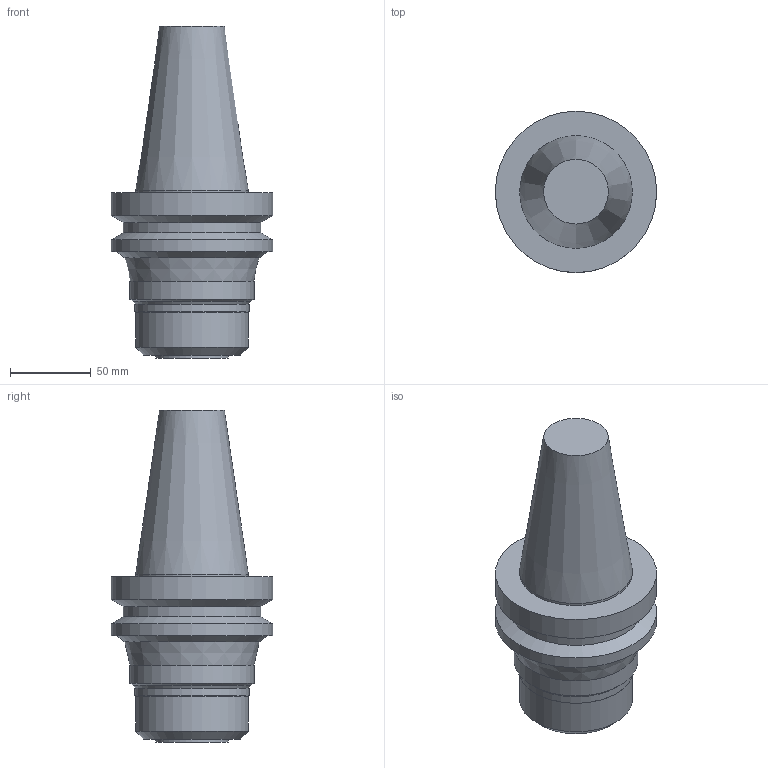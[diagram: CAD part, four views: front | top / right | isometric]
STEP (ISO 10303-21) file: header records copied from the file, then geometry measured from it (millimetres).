
FILE_DESCRIPTION((''),'1');
FILE_NAME('BBT50-MEGA1.000DS-4.stp','2018-02-05T01:28:03',(''),(''),'Spatial Interop R21 SP3','Kubotek KeyCreator 2011 V10.0.2 (22737)',' ');
FILE_SCHEMA(('automotive_design'));
Length unit declared in the file: millimetre
Products named in the file (1): Unnamed[1]
Bounding box: 100 x 100 x 205.8 mm (x, y, z)
Volume: 800816 mm3; surface area: 57569.9 mm2
Topology: 1 solids, 1 shells, 22 faces, 38 edges, 21 vertices
Faces by surface type: cone 9, cylinder 8, plane 5
Full cylindrical faces by diameter (mm): 44.77 x1, 69.85 x1, 70 x1, 70.7 x1, 77 x1, 85 x1, 100 x2
Entity records: 831 total; most frequent: DIRECTION 88, PRESENTATION_STYLE_ASSIGNMENT 67, COLOUR_RGB 67, CARTESIAN_POINT 65, STYLED_ITEM 44, AXIS2_PLACEMENT_3D 44, CURVE_STYLE 44, DRAUGHTING_PRE_DEFINED_CURVE_FONT 44
